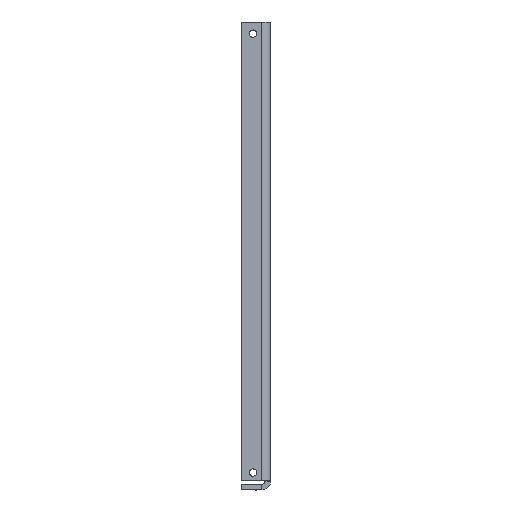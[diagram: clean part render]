
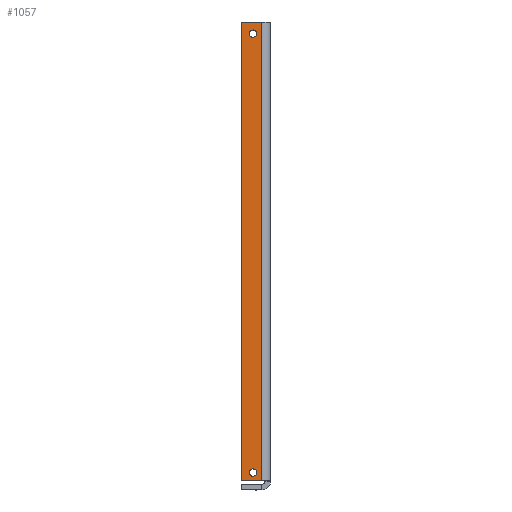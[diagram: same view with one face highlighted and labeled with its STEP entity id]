
A CAD part, front view. The second image highlights one B-rep face of the part: STEP entity #1057.
In plain terms, the highlighted planar face has unit normal (0, -1, 0).
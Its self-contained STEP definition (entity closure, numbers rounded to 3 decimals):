
#77=FACE_BOUND('',#222,.T.);
#78=FACE_BOUND('',#223,.T.);
#107=PLANE('',#1156);
#151=FACE_OUTER_BOUND('',#221,.T.);
#221=EDGE_LOOP('',(#851,#852,#853,#854));
#222=EDGE_LOOP('',(#855));
#223=EDGE_LOOP('',(#856));
#297=LINE('',#1528,#391);
#302=LINE('',#1541,#396);
#309=LINE('',#1559,#403);
#311=LINE('',#1562,#405);
#391=VECTOR('',#1301,10.);
#396=VECTOR('',#1312,1.6);
#403=VECTOR('',#1331,10.);
#405=VECTOR('',#1335,10.);
#453=CIRCLE('',#1110,1.25);
#457=CIRCLE('',#1116,1.25);
#477=VERTEX_POINT('',#1426);
#481=VERTEX_POINT('',#1438);
#507=VERTEX_POINT('',#1526);
#508=VERTEX_POINT('',#1527);
#513=VERTEX_POINT('',#1539);
#518=VERTEX_POINT('',#1558);
#572=EDGE_CURVE('',#477,#477,#453,.T.);
#578=EDGE_CURVE('',#481,#481,#457,.T.);
#621=EDGE_CURVE('',#507,#508,#297,.T.);
#628=EDGE_CURVE('',#508,#513,#302,.T.);
#637=EDGE_CURVE('',#518,#507,#309,.T.);
#639=EDGE_CURVE('',#513,#518,#311,.T.);
#851=ORIENTED_EDGE('',*,*,#621,.T.);
#852=ORIENTED_EDGE('',*,*,#628,.T.);
#853=ORIENTED_EDGE('',*,*,#639,.T.);
#854=ORIENTED_EDGE('',*,*,#637,.T.);
#855=ORIENTED_EDGE('',*,*,#572,.T.);
#856=ORIENTED_EDGE('',*,*,#578,.T.);
#1057=ADVANCED_FACE('',(#151,#77,#78),#107,.T.);
#1110=AXIS2_PLACEMENT_3D('',#1427,#1196,#1197);
#1116=AXIS2_PLACEMENT_3D('',#1439,#1210,#1211);
#1156=AXIS2_PLACEMENT_3D('',#1565,#1339,#1340);
#1196=DIRECTION('center_axis',(0.,1.,0.));
#1197=DIRECTION('ref_axis',(1.,0.,0.));
#1210=DIRECTION('center_axis',(0.,1.,0.));
#1211=DIRECTION('ref_axis',(1.,0.,0.));
#1301=DIRECTION('',(0.,0.,1.));
#1312=DIRECTION('',(-1.,0.,0.));
#1331=DIRECTION('',(1.,0.,0.));
#1335=DIRECTION('',(0.,0.,-1.));
#1339=DIRECTION('center_axis',(0.,-1.,0.));
#1340=DIRECTION('ref_axis',(0.,0.,-1.));
#1426=CARTESIAN_POINT('',(685.75,0.,-14.));
#1427=CARTESIAN_POINT('Origin',(687.,0.,-14.));
#1438=CARTESIAN_POINT('',(685.75,0.,-165.));
#1439=CARTESIAN_POINT('Origin',(687.,0.,-165.));
#1526=CARTESIAN_POINT('',(690.,0.,-167.586));
#1527=CARTESIAN_POINT('',(690.,0.,-10.));
#1528=CARTESIAN_POINT('',(690.,0.,-88.793));
#1539=CARTESIAN_POINT('',(683.,0.,-10.));
#1541=CARTESIAN_POINT('',(695.027,0.,-10.));
#1558=CARTESIAN_POINT('',(683.,0.,-167.586));
#1559=CARTESIAN_POINT('',(690.,0.,-167.586));
#1562=CARTESIAN_POINT('',(683.,0.,-167.586));
#1565=CARTESIAN_POINT('Origin',(687.757,0.,-88.793));
